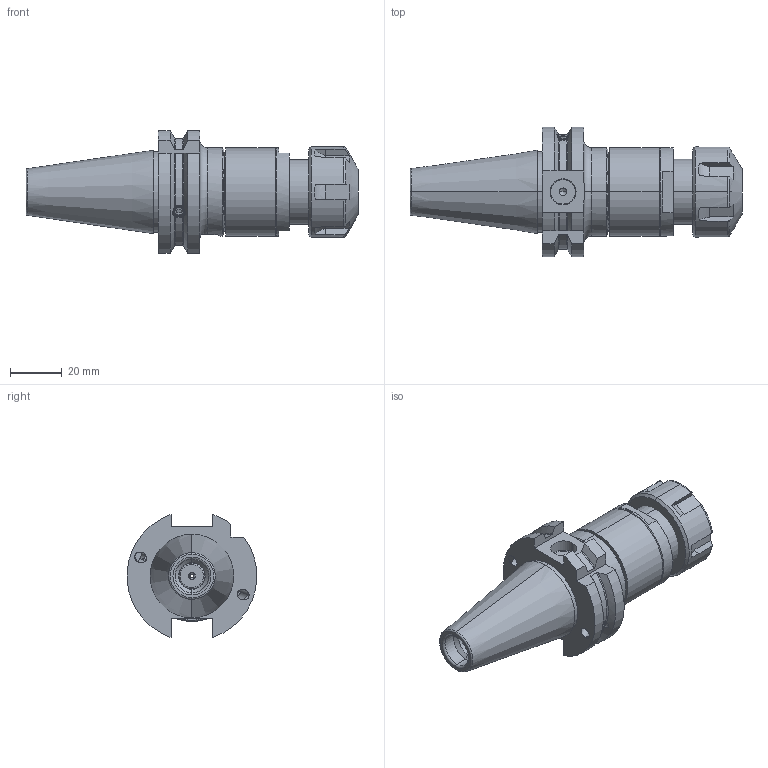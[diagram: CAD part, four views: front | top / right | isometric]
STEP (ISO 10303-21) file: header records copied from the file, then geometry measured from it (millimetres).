
FILE_DESCRIPTION (( 'STEP AP214' ), '1' );
FILE_NAME ('28.01.2021_64.05.053.002.STEP', '2021-01-28T14:16:51', ( '' ), ( '' ), 'SwSTEP 2.0', 'SolidWorks 2014', '' );
FILE_SCHEMA (( 'AUTOMOTIVE_DESIGN' ));
Length unit declared in the file: millimetre
Products named in the file (1): 28.01.2021_64.05.053.002
Bounding box: 127.8 x 49.89 x 47.34 mm (x, y, z)
Volume: 85120.1 mm3; surface area: 33985.9 mm2
Topology: 11 solids, 11 shells, 366 faces, 862 edges, 529 vertices
Faces by surface type: cylinder 101, plane 101, cone 83, torus 59, bspline 22
Entity records: 15894 total; most frequent: CARTESIAN_POINT 3426, DIRECTION 1748, ORIENTED_EDGE 1720, EDGE_CURVE 860, AXIS2_PLACEMENT_3D 713, VERTEX_POINT 529, EDGE_LOOP 405, UNCERTAINTY_MEASURE_WITH_UNIT 379
